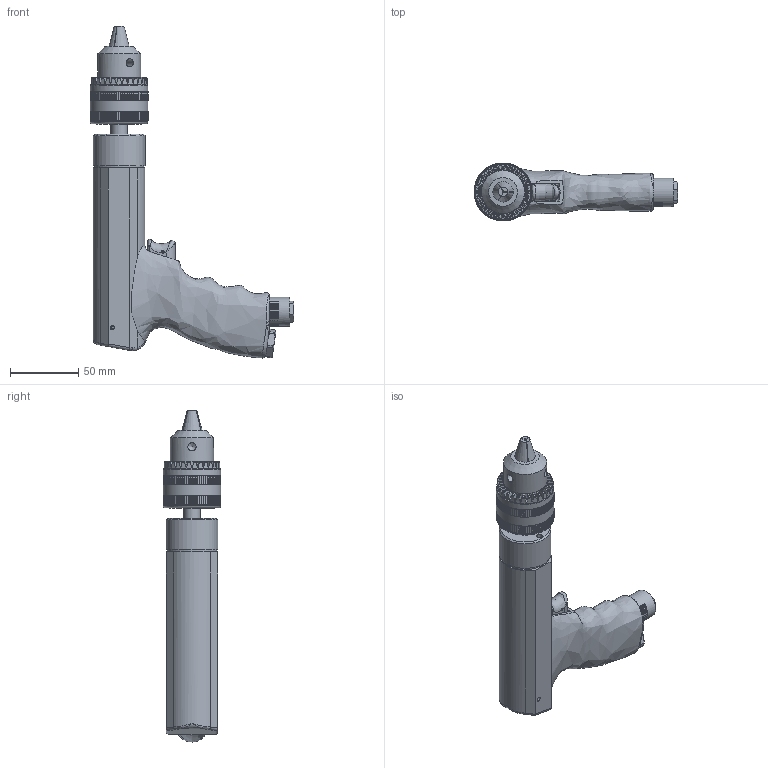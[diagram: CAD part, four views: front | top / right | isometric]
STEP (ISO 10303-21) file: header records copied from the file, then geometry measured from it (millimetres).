
FILE_DESCRIPTION((''),'2;1');
FILE_NAME('D 13-900 P_46920375.stp','2012-01-19T16:51:18',('ibasyouni'),(''),'Autodesk Inventor 2008','Autodesk Inventor 2008','');
FILE_SCHEMA(('AUTOMOTIVE_DESIGN { 1 0 10303 214 1 1 1 1 }'));
Length unit declared in the file: millimetre
Products named in the file (1): D 13-900 P_46920375
Bounding box: 149.2 x 42.4 x 243.17 mm (x, y, z)
Volume: 365943.2 mm3; surface area: 51298.8 mm2
Topology: 1 solids, 2 shells, 1631 faces, 3990 edges, 2401 vertices
Faces by surface type: plane 693, cone 392, cylinder 337, bspline 178, torus 31
Full cylindrical faces by diameter (mm): 1.5 x1, 3.1 x2, 6.4 x1, 7 x1, 12 x1, 12.345 x1, 12.5 x1, 16.66 x1, 17 x1, 21 x1, 24 x1, 31.55 x1, 33.57 x1, 36 x1, 36.2 x1, 38 x1, 41 x1, 42.2 x3
Entity records: 67596 total; most frequent: CARTESIAN_POINT 31248, ORIENTED_EDGE 7778, DIRECTION 6745, EDGE_CURVE 3889, AXIS2_PLACEMENT_3D 2630, VERTEX_POINT 2364, EDGE_LOOP 1743, FACE_OUTER_BOUND 1631
